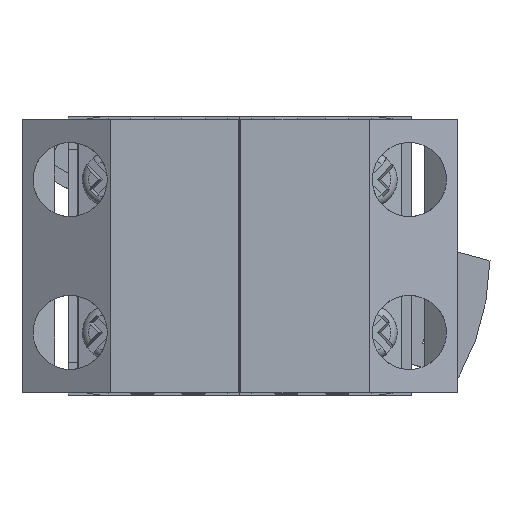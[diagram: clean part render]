
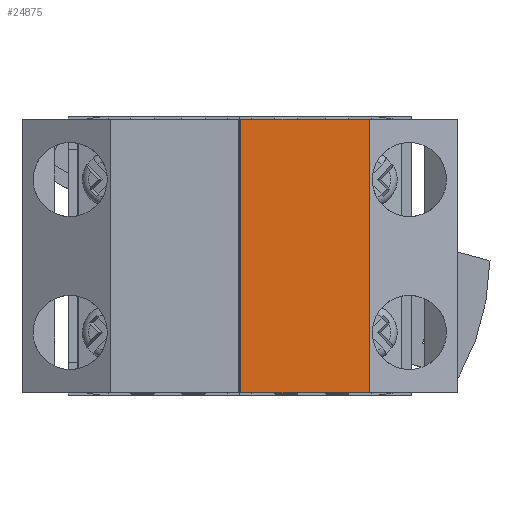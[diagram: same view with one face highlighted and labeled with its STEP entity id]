
A CAD part, front view. The second image highlights one B-rep face of the part: STEP entity #24875.
In plain terms, the highlighted planar face has unit normal (0, -1, 0).
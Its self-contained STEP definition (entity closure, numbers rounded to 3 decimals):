
#3 = AXIS2_PLACEMENT_3D ( 'NONE', #11157, #50251, #24221 ) ;
#849 = CARTESIAN_POINT ( 'NONE',  ( 14., -27.5, 14.75 ) ) ;
#2431 = PLANE ( 'NONE',  #3 ) ;
#7428 = VECTOR ( 'NONE', #8205, 1000. ) ;
#7633 = CARTESIAN_POINT ( 'NONE',  ( 0.1, -27.5, 14.75 ) ) ;
#8205 = DIRECTION ( 'NONE',  ( 0., 0., -1. ) ) ;
#9624 = VECTOR ( 'NONE', #35872, 1000. ) ;
#10938 = VECTOR ( 'NONE', #36900, 1000. ) ;
#11157 = CARTESIAN_POINT ( 'NONE',  ( 0., -27.5, 14.75 ) ) ;
#12394 = CARTESIAN_POINT ( 'NONE',  ( 0.1, -27.5, 14.75 ) ) ;
#13303 = EDGE_CURVE ( 'NONE', #31602, #23281, #18919, .T. ) ;
#14405 = FACE_OUTER_BOUND ( 'NONE', #25950, .T. ) ;
#16535 = ORIENTED_EDGE ( 'NONE', *, *, #44845, .F. ) ;
#18919 = LINE ( 'NONE', #12394, #7428 ) ;
#21172 = LINE ( 'NONE', #22790, #9624 ) ;
#22790 = CARTESIAN_POINT ( 'NONE',  ( 14., -27.5, 14.75 ) ) ;
#23281 = VERTEX_POINT ( 'NONE', #49806 ) ;
#24220 = VECTOR ( 'NONE', #28372, 1000. ) ;
#24221 = DIRECTION ( 'NONE',  ( -1., 0., 0. ) ) ;
#24875 = ADVANCED_FACE ( 'NONE', ( #14405 ), #2431, .F. ) ;
#25950 = EDGE_LOOP ( 'NONE', ( #51032, #16535, #40151, #46723 ) ) ;
#28372 = DIRECTION ( 'NONE',  ( 1., 0., 0. ) ) ;
#30330 = EDGE_CURVE ( 'NONE', #23281, #32164, #47356, .T. ) ;
#31602 = VERTEX_POINT ( 'NONE', #7633 ) ;
#32164 = VERTEX_POINT ( 'NONE', #38015 ) ;
#32529 = CARTESIAN_POINT ( 'NONE',  ( 0., -27.5, 14.75 ) ) ;
#32729 = CARTESIAN_POINT ( 'NONE',  ( 0., -27.5, -14.75 ) ) ;
#33978 = LINE ( 'NONE', #32529, #10938 ) ;
#35872 = DIRECTION ( 'NONE',  ( 0., 0., -1. ) ) ;
#36569 = EDGE_CURVE ( 'NONE', #31602, #50133, #33978, .T. ) ;
#36900 = DIRECTION ( 'NONE',  ( 1., 0., 0. ) ) ;
#38015 = CARTESIAN_POINT ( 'NONE',  ( 14., -27.5, -14.75 ) ) ;
#40151 = ORIENTED_EDGE ( 'NONE', *, *, #36569, .F. ) ;
#44845 = EDGE_CURVE ( 'NONE', #50133, #32164, #21172, .T. ) ;
#46723 = ORIENTED_EDGE ( 'NONE', *, *, #13303, .T. ) ;
#47356 = LINE ( 'NONE', #32729, #24220 ) ;
#49806 = CARTESIAN_POINT ( 'NONE',  ( 0.1, -27.5, -14.75 ) ) ;
#50133 = VERTEX_POINT ( 'NONE', #849 ) ;
#50251 = DIRECTION ( 'NONE',  ( 0., 1., 0. ) ) ;
#51032 = ORIENTED_EDGE ( 'NONE', *, *, #30330, .T. ) ;
